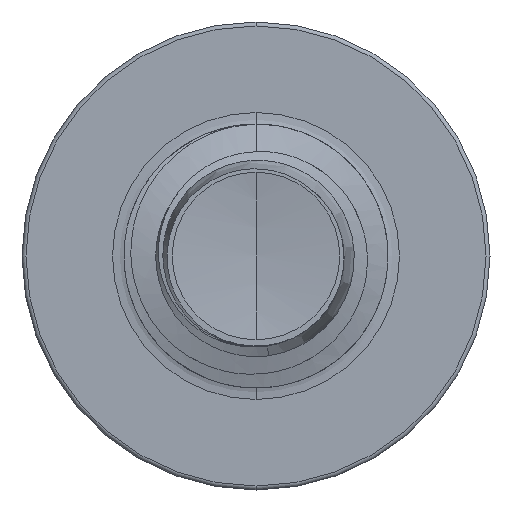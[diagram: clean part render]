
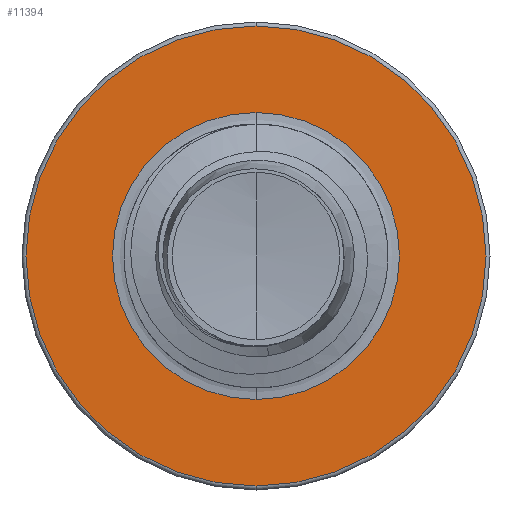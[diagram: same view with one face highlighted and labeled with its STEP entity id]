
A CAD part, front view. The second image highlights one B-rep face of the part: STEP entity #11394.
In plain terms, the highlighted planar face has unit normal (0, -1, 0).
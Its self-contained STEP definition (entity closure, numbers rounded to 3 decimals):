
#29 = DIRECTION ( 'NONE',  ( 0., 0., 1. ) ) ;
#104 = AXIS2_PLACEMENT_3D ( 'NONE', #8267, #8256, #8240 ) ;
#1014 = DIRECTION ( 'NONE',  ( 0., 0., 1. ) ) ;
#1182 = VERTEX_POINT ( 'NONE', #2994 ) ;
#1345 = DIRECTION ( 'NONE',  ( 0., 0., 1. ) ) ;
#1437 = AXIS2_PLACEMENT_3D ( 'NONE', #13041, #7637, #1014 ) ;
#1550 = ORIENTED_EDGE ( 'NONE', *, *, #10681, .F. ) ;
#1970 = AXIS2_PLACEMENT_3D ( 'NONE', #11332, #7894, #1345 ) ;
#2783 = CARTESIAN_POINT ( 'NONE',  ( 0., 3.5, 1.196 ) ) ;
#2994 = CARTESIAN_POINT ( 'NONE',  ( 0., 3.5, -1.196 ) ) ;
#3691 = CARTESIAN_POINT ( 'NONE',  ( 0., 3.5, 0. ) ) ;
#4259 = ORIENTED_EDGE ( 'NONE', *, *, #11377, .F. ) ;
#4556 = ORIENTED_EDGE ( 'NONE', *, *, #9431, .T. ) ;
#4802 = DIRECTION ( 'NONE',  ( 0., 0., 1. ) ) ;
#5497 = VERTEX_POINT ( 'NONE', #8673 ) ;
#5862 = EDGE_LOOP ( 'NONE', ( #1550, #4259 ) ) ;
#6756 = FACE_BOUND ( 'NONE', #12492, .T. ) ;
#6949 = DIRECTION ( 'NONE',  ( 0., 1., 0. ) ) ;
#7079 = CIRCLE ( 'NONE', #12819, 1.917 ) ;
#7626 = ORIENTED_EDGE ( 'NONE', *, *, #11362, .T. ) ;
#7637 = DIRECTION ( 'NONE',  ( 0., 1., 0. ) ) ;
#7894 = DIRECTION ( 'NONE',  ( 0., 1., 0. ) ) ;
#8240 = DIRECTION ( 'NONE',  ( 0., 0., 1. ) ) ;
#8256 = DIRECTION ( 'NONE',  ( 0., 1., 0. ) ) ;
#8267 = CARTESIAN_POINT ( 'NONE',  ( 0., 3.5, 0. ) ) ;
#8673 = CARTESIAN_POINT ( 'NONE',  ( 0., 3.5, -1.917 ) ) ;
#9431 = EDGE_CURVE ( 'NONE', #1182, #10279, #10235, .T. ) ;
#9893 = VERTEX_POINT ( 'NONE', #12100 ) ;
#10235 = CIRCLE ( 'NONE', #104, 1.196 ) ;
#10279 = VERTEX_POINT ( 'NONE', #2783 ) ;
#10560 = DIRECTION ( 'NONE',  ( 0., 1., 0. ) ) ;
#10681 = EDGE_CURVE ( 'NONE', #9893, #5497, #12259, .T. ) ;
#11332 = CARTESIAN_POINT ( 'NONE',  ( 0., 3.5, -1.196 ) ) ;
#11362 = EDGE_CURVE ( 'NONE', #10279, #1182, #11494, .T. ) ;
#11377 = EDGE_CURVE ( 'NONE', #5497, #9893, #7079, .T. ) ;
#11394 = ADVANCED_FACE ( 'NONE', ( #12107, #6756 ), #12284, .F. ) ;
#11494 = CIRCLE ( 'NONE', #12173, 1.196 ) ;
#12100 = CARTESIAN_POINT ( 'NONE',  ( 0., 3.5, 1.917 ) ) ;
#12107 = FACE_OUTER_BOUND ( 'NONE', #5862, .T. ) ;
#12173 = AXIS2_PLACEMENT_3D ( 'NONE', #3691, #10560, #4802 ) ;
#12259 = CIRCLE ( 'NONE', #1437, 1.917 ) ;
#12284 = PLANE ( 'NONE',  #1970 ) ;
#12326 = CARTESIAN_POINT ( 'NONE',  ( 0., 3.5, 0. ) ) ;
#12492 = EDGE_LOOP ( 'NONE', ( #7626, #4556 ) ) ;
#12819 = AXIS2_PLACEMENT_3D ( 'NONE', #12326, #6949, #29 ) ;
#13041 = CARTESIAN_POINT ( 'NONE',  ( 0., 3.5, 0. ) ) ;
